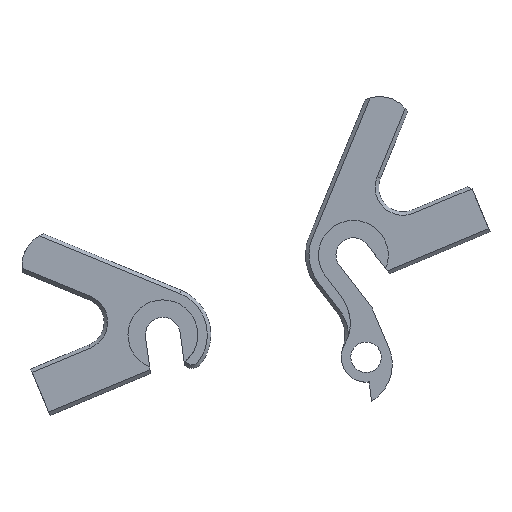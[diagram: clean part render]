
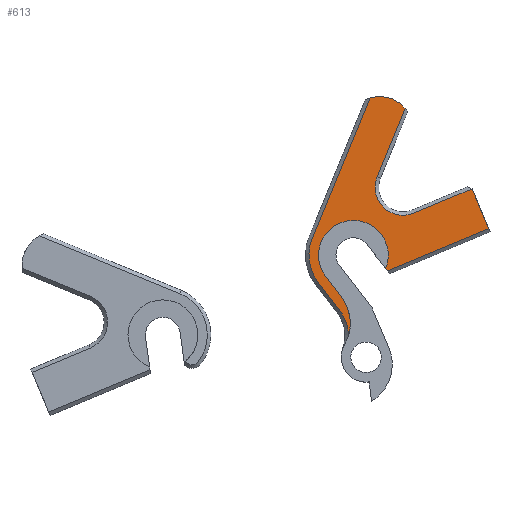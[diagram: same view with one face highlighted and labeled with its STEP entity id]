
A CAD part, top view. The second image highlights one B-rep face of the part: STEP entity #613.
In plain terms, the highlighted planar face has unit normal (0, 0, 1).
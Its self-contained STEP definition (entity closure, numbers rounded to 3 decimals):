
#4 = EDGE_CURVE ( 'NONE', #912, #991, #1654, .T. ) ;
#21 = EDGE_CURVE ( 'NONE', #1834, #1033, #1586, .T. ) ;
#35 = AXIS2_PLACEMENT_3D ( 'NONE', #653, #446, #486 ) ;
#50 = CARTESIAN_POINT ( 'NONE',  ( 190.566, -37.758, 4. ) ) ;
#79 = DIRECTION ( 'NONE',  ( 0., 0., 1. ) ) ;
#94 = CIRCLE ( 'NONE', #568, 8.141 ) ;
#102 = CARTESIAN_POINT ( 'NONE',  ( 178.935, -23.891, 4. ) ) ;
#121 = VERTEX_POINT ( 'NONE', #50 ) ;
#123 = CARTESIAN_POINT ( 'NONE',  ( 178.091, -24.111, 4. ) ) ;
#144 = DIRECTION ( 'NONE',  ( 1., 0., 0. ) ) ;
#152 = DIRECTION ( 'NONE',  ( -0.968, -0.252, 0. ) ) ;
#159 = VERTEX_POINT ( 'NONE', #838 ) ;
#167 = ORIENTED_EDGE ( 'NONE', *, *, #1858, .T. ) ;
#170 = DIRECTION ( 'NONE',  ( -0.968, -0.252, 0. ) ) ;
#172 = CARTESIAN_POINT ( 'NONE',  ( 226.423, -39.143, 4. ) ) ;
#188 = LINE ( 'NONE', #1968, #571 ) ;
#217 = CARTESIAN_POINT ( 'NONE',  ( 195.396, -7.666, 4. ) ) ;
#221 = DIRECTION ( 'NONE',  ( 1., 0., 0. ) ) ;
#230 = DIRECTION ( 'NONE',  ( 1., 0., 0. ) ) ;
#232 = VECTOR ( 'NONE', #2147, 1000. ) ;
#233 = ORIENTED_EDGE ( 'NONE', *, *, #4, .T. ) ;
#234 = AXIS2_PLACEMENT_3D ( 'NONE', #1230, #724, #553 ) ;
#290 = CARTESIAN_POINT ( 'NONE',  ( 219.578, -47.396, 4. ) ) ;
#322 = DIRECTION ( 'NONE',  ( 0.007, 1., 0. ) ) ;
#324 = ORIENTED_EDGE ( 'NONE', *, *, #1860, .T. ) ;
#337 = ORIENTED_EDGE ( 'NONE', *, *, #768, .T. ) ;
#340 = DIRECTION ( 'NONE',  ( 1., -0.007, 0. ) ) ;
#361 = CARTESIAN_POINT ( 'NONE',  ( 182.908, -4.223, 4. ) ) ;
#363 = CARTESIAN_POINT ( 'NONE',  ( 196.331, -16.759, 4. ) ) ;
#364 = VERTEX_POINT ( 'NONE', #1165 ) ;
#375 = LINE ( 'NONE', #1251, #1315 ) ;
#406 = EDGE_CURVE ( 'NONE', #159, #1068, #1417, .T. ) ;
#414 = VERTEX_POINT ( 'NONE', #656 ) ;
#431 = PLANE ( 'NONE',  #35 ) ;
#434 = CARTESIAN_POINT ( 'NONE',  ( 186.171, -16.759, 4. ) ) ;
#446 = DIRECTION ( 'NONE',  ( 0., 0., 1. ) ) ;
#450 = CIRCLE ( 'NONE', #1409, 12.954 ) ;
#486 = DIRECTION ( 'NONE',  ( 1., 0., 0. ) ) ;
#500 = ORIENTED_EDGE ( 'NONE', *, *, #1130, .T. ) ;
#513 = VERTEX_POINT ( 'NONE', #290 ) ;
#553 = DIRECTION ( 'NONE',  ( 1., 0., 0. ) ) ;
#556 = CIRCLE ( 'NONE', #680, 12.129 ) ;
#563 = ORIENTED_EDGE ( 'NONE', *, *, #2073, .T. ) ;
#568 = AXIS2_PLACEMENT_3D ( 'NONE', #945, #586, #230 ) ;
#571 = VECTOR ( 'NONE', #170, 1000. ) ;
#586 = DIRECTION ( 'NONE',  ( 0., 0., -1. ) ) ;
#607 = FACE_OUTER_BOUND ( 'NONE', #1477, .T. ) ;
#611 = CARTESIAN_POINT ( 'NONE',  ( 216.858, -38.175, 4. ) ) ;
#613 = ADVANCED_FACE ( 'NONE', ( #607 ), #431, .T. ) ;
#625 = EDGE_CURVE ( 'NONE', #121, #1066, #94, .T. ) ;
#626 = DIRECTION ( 'NONE',  ( 0., 0., -1. ) ) ;
#653 = CARTESIAN_POINT ( 'NONE',  ( 173.268, 3.504, 4. ) ) ;
#656 = CARTESIAN_POINT ( 'NONE',  ( 177.86, -56.07, 4. ) ) ;
#674 = AXIS2_PLACEMENT_3D ( 'NONE', #1161, #1320, #221 ) ;
#680 = AXIS2_PLACEMENT_3D ( 'NONE', #797, #626, #1299 ) ;
#724 = DIRECTION ( 'NONE',  ( 0., 0., -1. ) ) ;
#745 = CARTESIAN_POINT ( 'NONE',  ( 172.921, -6.822, 4. ) ) ;
#761 = DIRECTION ( 'NONE',  ( -0.007, -1., 0. ) ) ;
#763 = CIRCLE ( 'NONE', #674, 12.7 ) ;
#768 = EDGE_CURVE ( 'NONE', #1330, #1604, #795, .T. ) ;
#771 = DIRECTION ( 'NONE',  ( 1., 0., 0. ) ) ;
#778 = DIRECTION ( 'NONE',  ( 0., 0., -1. ) ) ;
#791 = CIRCLE ( 'NONE', #234, 10.16 ) ;
#795 = CIRCLE ( 'NONE', #1808, 10.16 ) ;
#797 = CARTESIAN_POINT ( 'NONE',  ( 169.866, 4.916, 4. ) ) ;
#806 = AXIS2_PLACEMENT_3D ( 'NONE', #611, #1180, #1856 ) ;
#820 = VECTOR ( 'NONE', #340, 1000. ) ;
#824 = LINE ( 'NONE', #2014, #1650 ) ;
#838 = CARTESIAN_POINT ( 'NONE',  ( 176.467, -8.786, 4. ) ) ;
#857 = CARTESIAN_POINT ( 'NONE',  ( 172.921, -6.822, 4. ) ) ;
#867 = ORIENTED_EDGE ( 'NONE', *, *, #21, .T. ) ;
#888 = CARTESIAN_POINT ( 'NONE',  ( 165.14, -6.254, 4. ) ) ;
#912 = VERTEX_POINT ( 'NONE', #361 ) ;
#945 = CARTESIAN_POINT ( 'NONE',  ( 198.706, -37.817, 4. ) ) ;
#973 = ORIENTED_EDGE ( 'NONE', *, *, #1488, .T. ) ;
#991 = VERTEX_POINT ( 'NONE', #857 ) ;
#1001 = ORIENTED_EDGE ( 'NONE', *, *, #625, .T. ) ;
#1033 = VERTEX_POINT ( 'NONE', #217 ) ;
#1066 = VERTEX_POINT ( 'NONE', #1201 ) ;
#1068 = VERTEX_POINT ( 'NONE', #1538 ) ;
#1072 = CARTESIAN_POINT ( 'NONE',  ( 176.844, -56.063, 4. ) ) ;
#1123 = CARTESIAN_POINT ( 'NONE',  ( 186.171, -16.759, 4. ) ) ;
#1130 = EDGE_CURVE ( 'NONE', #991, #1341, #556, .T. ) ;
#1137 = CARTESIAN_POINT ( 'NONE',  ( 195.396, -7.666, 4. ) ) ;
#1160 = CIRCLE ( 'NONE', #806, 9.614 ) ;
#1161 = CARTESIAN_POINT ( 'NONE',  ( 173.268, 3.504, 4. ) ) ;
#1165 = CARTESIAN_POINT ( 'NONE',  ( 190.433, -56.161, 4. ) ) ;
#1167 = EDGE_CURVE ( 'NONE', #1033, #912, #450, .T. ) ;
#1169 = VECTOR ( 'NONE', #1378, 1000. ) ;
#1180 = DIRECTION ( 'NONE',  ( 0., 0., 1. ) ) ;
#1201 = CARTESIAN_POINT ( 'NONE',  ( 204.504, -32.102, 4. ) ) ;
#1220 = VECTOR ( 'NONE', #152, 1000. ) ;
#1230 = CARTESIAN_POINT ( 'NONE',  ( 186.171, -16.759, 4. ) ) ;
#1246 = ORIENTED_EDGE ( 'NONE', *, *, #1167, .T. ) ;
#1251 = CARTESIAN_POINT ( 'NONE',  ( 190.566, -37.758, 4. ) ) ;
#1263 = LINE ( 'NONE', #1072, #820 ) ;
#1299 = DIRECTION ( 'NONE',  ( 1., 0., 0. ) ) ;
#1311 = ORIENTED_EDGE ( 'NONE', *, *, #406, .T. ) ;
#1315 = VECTOR ( 'NONE', #322, 1000. ) ;
#1319 = EDGE_CURVE ( 'NONE', #1604, #1574, #188, .T. ) ;
#1320 = DIRECTION ( 'NONE',  ( 0., 0., 1. ) ) ;
#1330 = VERTEX_POINT ( 'NONE', #363 ) ;
#1341 = VERTEX_POINT ( 'NONE', #888 ) ;
#1378 = DIRECTION ( 'NONE',  ( -0.702, 0.712, 0. ) ) ;
#1409 = AXIS2_PLACEMENT_3D ( 'NONE', #1123, #79, #771 ) ;
#1412 = ORIENTED_EDGE ( 'NONE', *, *, #2011, .T. ) ;
#1417 = LINE ( 'NONE', #1584, #1800 ) ;
#1421 = ORIENTED_EDGE ( 'NONE', *, *, #1319, .T. ) ;
#1476 = ORIENTED_EDGE ( 'NONE', *, *, #2069, .T. ) ;
#1477 = EDGE_LOOP ( 'NONE', ( #1001, #167, #563, #867, #1246, #233, #500, #1476, #1311, #324, #337, #1421, #1569, #1412, #973 ) ) ;
#1488 = EDGE_CURVE ( 'NONE', #364, #121, #375, .T. ) ;
#1538 = CARTESIAN_POINT ( 'NONE',  ( 183.612, -6.927, 4. ) ) ;
#1546 = CARTESIAN_POINT ( 'NONE',  ( 219.137, -46.949, 4. ) ) ;
#1550 = LINE ( 'NONE', #1546, #232 ) ;
#1561 = DIRECTION ( 'NONE',  ( 0.968, 0.252, 0. ) ) ;
#1569 = ORIENTED_EDGE ( 'NONE', *, *, #1716, .T. ) ;
#1574 = VERTEX_POINT ( 'NONE', #123 ) ;
#1584 = CARTESIAN_POINT ( 'NONE',  ( 176.467, -8.786, 4. ) ) ;
#1586 = LINE ( 'NONE', #1137, #1169 ) ;
#1604 = VERTEX_POINT ( 'NONE', #102 ) ;
#1650 = VECTOR ( 'NONE', #761, 1000. ) ;
#1654 = LINE ( 'NONE', #745, #1220 ) ;
#1716 = EDGE_CURVE ( 'NONE', #1574, #414, #824, .T. ) ;
#1800 = VECTOR ( 'NONE', #1561, 1000. ) ;
#1808 = AXIS2_PLACEMENT_3D ( 'NONE', #434, #778, #144 ) ;
#1834 = VERTEX_POINT ( 'NONE', #172 ) ;
#1856 = DIRECTION ( 'NONE',  ( 1., 0., 0. ) ) ;
#1858 = EDGE_CURVE ( 'NONE', #1066, #513, #1550, .T. ) ;
#1860 = EDGE_CURVE ( 'NONE', #1068, #1330, #791, .T. ) ;
#1968 = CARTESIAN_POINT ( 'NONE',  ( 187.45, -21.676, 4. ) ) ;
#2011 = EDGE_CURVE ( 'NONE', #414, #364, #1263, .T. ) ;
#2014 = CARTESIAN_POINT ( 'NONE',  ( 177.86, -56.07, 4. ) ) ;
#2069 = EDGE_CURVE ( 'NONE', #1341, #159, #763, .T. ) ;
#2073 = EDGE_CURVE ( 'NONE', #513, #1834, #1160, .T. ) ;
#2147 = DIRECTION ( 'NONE',  ( 0.702, -0.712, 0. ) ) ;
